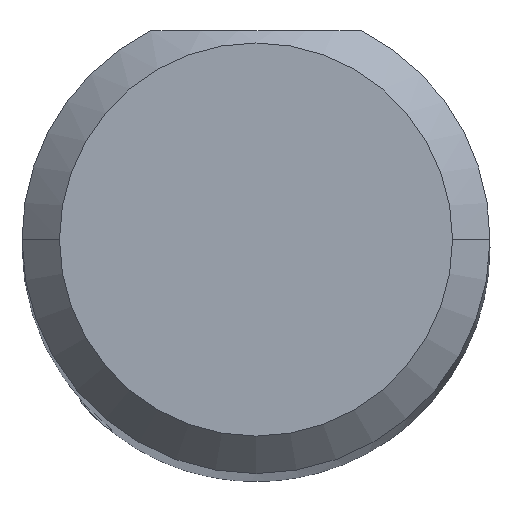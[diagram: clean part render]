
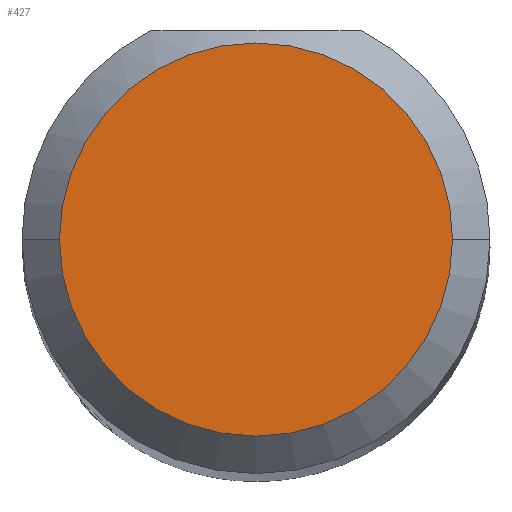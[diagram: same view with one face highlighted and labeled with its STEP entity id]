
A CAD part, top view. The second image highlights one B-rep face of the part: STEP entity #427.
In plain terms, the highlighted planar face has unit normal (0, 0, 1).
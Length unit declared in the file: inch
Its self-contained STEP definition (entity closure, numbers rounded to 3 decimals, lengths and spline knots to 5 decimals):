
#7 = PLANE ( 'NONE',  #174 ) ;
#14 = CARTESIAN_POINT ( 'NONE',  ( 0., 0., 2. ) ) ;
#31 = CIRCLE ( 'NONE', #593, 0.07875 ) ;
#71 = EDGE_LOOP ( 'NONE', ( #664, #152 ) ) ;
#85 = DIRECTION ( 'NONE',  ( 1., 0., 0. ) ) ;
#94 = DIRECTION ( 'NONE',  ( 1., 0., 0. ) ) ;
#120 = FACE_OUTER_BOUND ( 'NONE', #71, .T. ) ;
#127 = VERTEX_POINT ( 'NONE', #512 ) ;
#152 = ORIENTED_EDGE ( 'NONE', *, *, #484, .T. ) ;
#174 = AXIS2_PLACEMENT_3D ( 'NONE', #239, #574, #94 ) ;
#186 = CARTESIAN_POINT ( 'NONE',  ( -0.07875, 0., 2. ) ) ;
#208 = CIRCLE ( 'NONE', #620, 0.07875 ) ;
#239 = CARTESIAN_POINT ( 'NONE',  ( 0., 0., 2. ) ) ;
#246 = DIRECTION ( 'NONE',  ( 0., 0., 1. ) ) ;
#378 = VERTEX_POINT ( 'NONE', #186 ) ;
#427 = ADVANCED_FACE ( 'NONE', ( #120 ), #7, .T. ) ;
#484 = EDGE_CURVE ( 'NONE', #127, #378, #31, .T. ) ;
#491 = DIRECTION ( 'NONE',  ( 0., 0., 1. ) ) ;
#512 = CARTESIAN_POINT ( 'NONE',  ( 0.07875, 0., 2. ) ) ;
#574 = DIRECTION ( 'NONE',  ( 0., 0., 1. ) ) ;
#593 = AXIS2_PLACEMENT_3D ( 'NONE', #653, #491, #85 ) ;
#620 = AXIS2_PLACEMENT_3D ( 'NONE', #14, #246, #683 ) ;
#653 = CARTESIAN_POINT ( 'NONE',  ( 0., 0., 2. ) ) ;
#664 = ORIENTED_EDGE ( 'NONE', *, *, #688, .T. ) ;
#683 = DIRECTION ( 'NONE',  ( 1., 0., 0. ) ) ;
#688 = EDGE_CURVE ( 'NONE', #378, #127, #208, .T. ) ;
